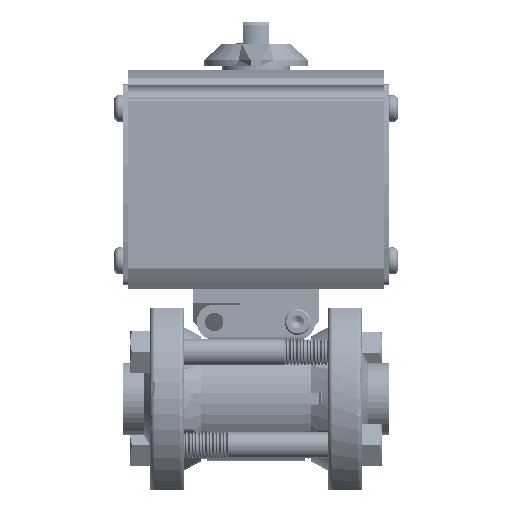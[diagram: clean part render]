
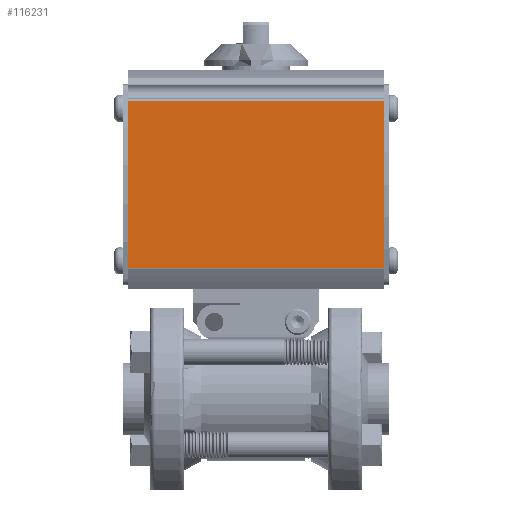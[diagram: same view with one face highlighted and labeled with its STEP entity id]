
A CAD part, top view. The second image highlights one B-rep face of the part: STEP entity #116231.
In plain terms, the highlighted planar face has unit normal (0, 0, 1).
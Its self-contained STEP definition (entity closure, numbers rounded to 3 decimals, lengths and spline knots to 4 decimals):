
#993 = VECTOR ( 'NONE', #112990, 39.3701 ) ;
#11580 = VECTOR ( 'NONE', #104172, 39.3701 ) ;
#16386 = VECTOR ( 'NONE', #35057, 39.3701 ) ;
#16824 = CARTESIAN_POINT ( 'NONE',  ( -1.5275, 3.5694, 1.17 ) ) ;
#18178 = PLANE ( 'NONE',  #118631 ) ;
#22944 = EDGE_CURVE ( 'NONE', #31891, #65410, #122177, .T. ) ;
#29381 = ORIENTED_EDGE ( 'NONE', *, *, #84681, .T. ) ;
#31891 = VERTEX_POINT ( 'NONE', #70191 ) ;
#35057 = DIRECTION ( 'NONE',  ( 1., 0., 0. ) ) ;
#35621 = EDGE_LOOP ( 'NONE', ( #118453, #97377, #41050, #29381 ) ) ;
#38015 = EDGE_CURVE ( 'NONE', #124603, #65410, #85789, .T. ) ;
#41050 = ORIENTED_EDGE ( 'NONE', *, *, #22944, .F. ) ;
#44811 = CARTESIAN_POINT ( 'NONE',  ( -5.0403, 1.5679, 1.17 ) ) ;
#45935 = CARTESIAN_POINT ( 'NONE',  ( -1.5275, 3.5621, 1.17 ) ) ;
#46190 = CARTESIAN_POINT ( 'NONE',  ( -5.0403, 3.5621, 1.17 ) ) ;
#47415 = DIRECTION ( 'NONE',  ( 0., -1., 0. ) ) ;
#47977 = VECTOR ( 'NONE', #65144, 39.3701 ) ;
#60200 = VERTEX_POINT ( 'NONE', #84631 ) ;
#65144 = DIRECTION ( 'NONE',  ( 0., 1., 0. ) ) ;
#65410 = VERTEX_POINT ( 'NONE', #45935 ) ;
#70191 = CARTESIAN_POINT ( 'NONE',  ( -1.5275, 1.5679, 1.17 ) ) ;
#75446 = EDGE_CURVE ( 'NONE', #124603, #60200, #104043, .T. ) ;
#75800 = FACE_OUTER_BOUND ( 'NONE', #35621, .T. ) ;
#84631 = CARTESIAN_POINT ( 'NONE',  ( 1.5275, 1.5679, 1.17 ) ) ;
#84681 = EDGE_CURVE ( 'NONE', #31891, #60200, #113348, .T. ) ;
#84918 = CARTESIAN_POINT ( 'NONE',  ( 1.5275, 3.5621, 1.17 ) ) ;
#85789 = LINE ( 'NONE', #46190, #11580 ) ;
#97377 = ORIENTED_EDGE ( 'NONE', *, *, #38015, .T. ) ;
#104043 = LINE ( 'NONE', #122730, #993 ) ;
#104172 = DIRECTION ( 'NONE',  ( -1., 0., 0. ) ) ;
#105379 = DIRECTION ( 'NONE',  ( 0., 0., -1. ) ) ;
#112990 = DIRECTION ( 'NONE',  ( 0., -1., 0. ) ) ;
#113348 = LINE ( 'NONE', #44811, #16386 ) ;
#116231 = ADVANCED_FACE ( 'NONE', ( #75800 ), #18178, .F. ) ;
#118453 = ORIENTED_EDGE ( 'NONE', *, *, #75446, .F. ) ;
#118631 = AXIS2_PLACEMENT_3D ( 'NONE', #124410, #105379, #47415 ) ;
#122177 = LINE ( 'NONE', #16824, #47977 ) ;
#122730 = CARTESIAN_POINT ( 'NONE',  ( 1.5275, 3.5694, 1.17 ) ) ;
#124410 = CARTESIAN_POINT ( 'NONE',  ( -5.0403, 3.5694, 1.17 ) ) ;
#124603 = VERTEX_POINT ( 'NONE', #84918 ) ;
